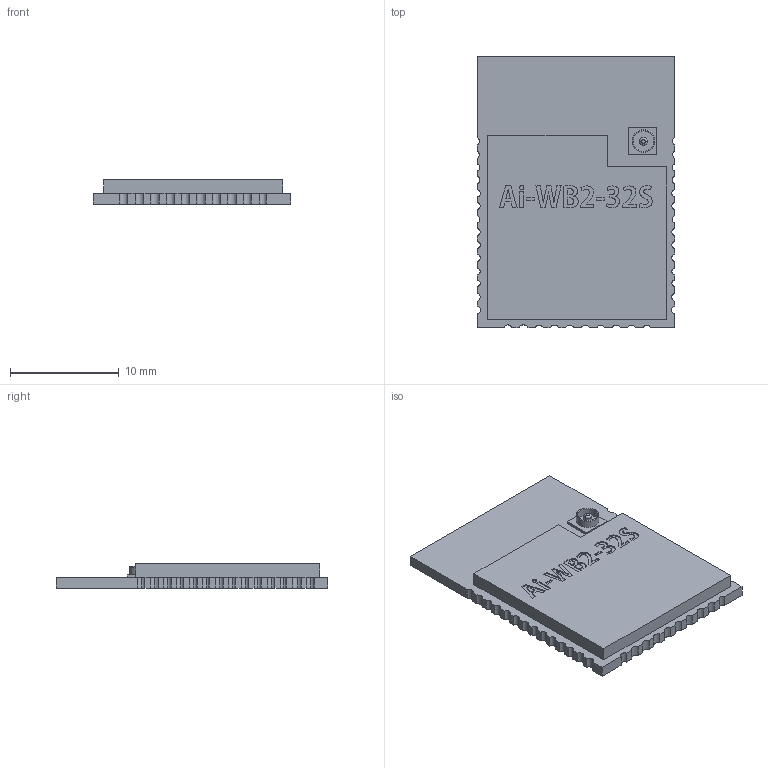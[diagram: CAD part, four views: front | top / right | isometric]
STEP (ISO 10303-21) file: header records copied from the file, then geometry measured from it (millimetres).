
FILE_DESCRIPTION (( 'STEP AP214' ), '1' );
FILE_NAME ('AiWB2-32S.STEP', '2022-10-06T15:40:37', ( '' ), ( '' ), 'SwSTEP 2.0', 'SolidWorks 2021', '' );
FILE_SCHEMA (( 'AUTOMOTIVE_DESIGN' ));
Length unit declared in the file: millimetre
Products named in the file (1): AiWB2-32S
Bounding box: 18.16 x 24.96 x 2.25 mm (x, y, z)
Volume: 777.4 mm3; surface area: 1096 mm2
Topology: 1 solids, 1 shells, 271 faces, 744 edges, 494 vertices
Faces by surface type: plane 145, bspline 62, cylinder 58, torus 6
Entity records: 14233 total; most frequent: CARTESIAN_POINT 4668, ORIENTED_EDGE 1488, DIRECTION 1168, EDGE_CURVE 744, VERTEX_POINT 494, VECTOR 492, LINE 492, AXIS2_PLACEMENT_3D 338
